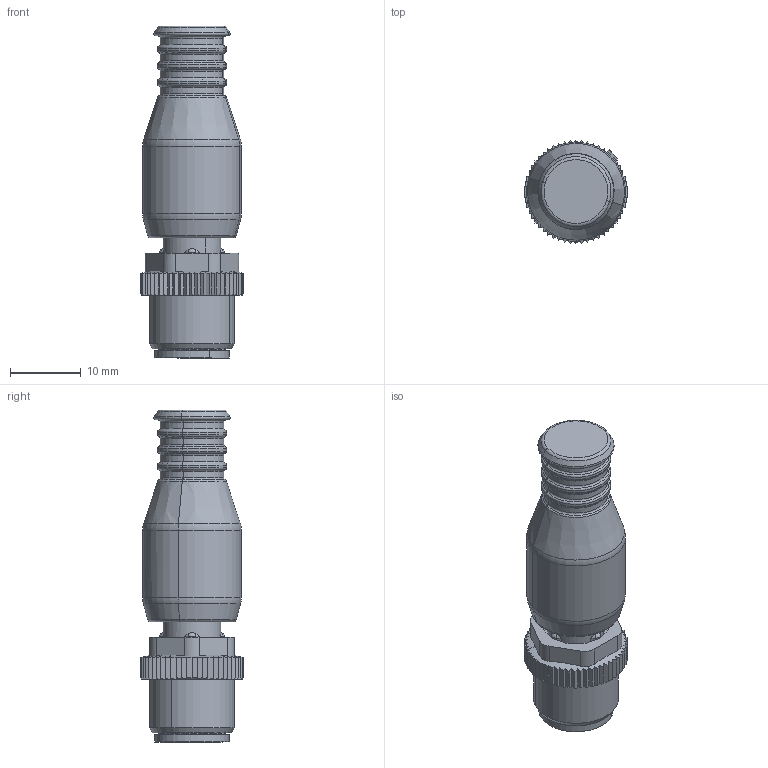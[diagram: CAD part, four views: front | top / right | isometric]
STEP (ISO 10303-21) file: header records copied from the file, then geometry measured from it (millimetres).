
FILE_DESCRIPTION(('CATIA V5 STEP Exchange','CAx-IF Rec.Pracs.--- Model Styling and Organization---1.4--- 2014-01-23'),'2;1');
FILE_NAME ('021469-5_0_1784770000_1784770000.stp','2020-11-10T07:08:04+00:00',('none'),('Weidmueller'),'CATIA Version 5-6 Release 2016 SP3 HF44','CATIA V5 STEP AP214','none');
FILE_SCHEMA(('AUTOMOTIVE_DESIGN { 1 0 10303 214 1 1 1 1 }'));
Length unit declared in the file: millimetre
Products named in the file (1): 1784770000
Bounding box: 14.52 x 14.6 x 47 mm (x, y, z)
Volume: 5021.4 mm3; surface area: 4424.2 mm2
Topology: 7 solids, 7 shells, 563 faces, 1394 edges, 873 vertices
Faces by surface type: plane 218, cylinder 166, torus 99, cone 72, sphere 8
Entity records: 15443 total; most frequent: CARTESIAN_POINT 3651, ORIENTED_EDGE 2772, DIRECTION 1770, EDGE_CURVE 1386, AXIS2_PLACEMENT_3D 906, VERTEX_POINT 873, EDGE_LOOP 609, CIRCLE 583
